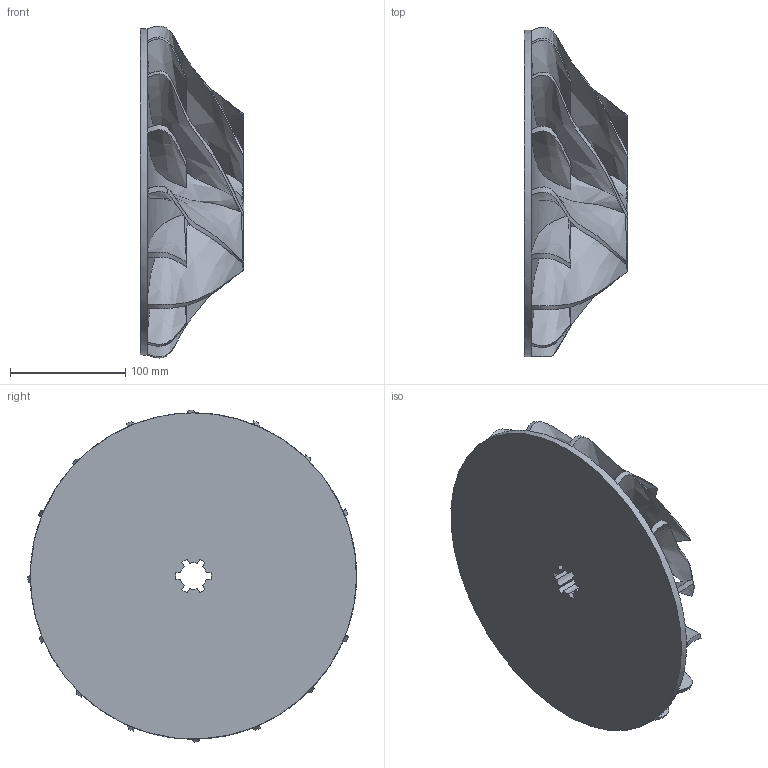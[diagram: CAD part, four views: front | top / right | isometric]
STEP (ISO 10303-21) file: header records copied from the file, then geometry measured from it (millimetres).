
FILE_DESCRIPTION(('FreeCAD Model'),'2;1');
FILE_NAME('Open CASCADE Shape Model','2025-05-03T08:37:01',('FreeCAD'),( 'FreeCAD'),'Open CASCADE STEP processor 7.6','FreeCAD','Unknown');
FILE_SCHEMA(('AUTOMOTIVE_DESIGN { 1 0 10303 214 1 1 1 1 }'));
Length unit declared in the file: millimetre
Products named in the file (1): Open CASCADE STEP translator 7.6 1
Bounding box: 89.98 x 286.09 x 288.59 mm (x, y, z)
Volume: 1212970 mm3; surface area: 319246 mm2
Topology: 1 solids, 1 shells, 136 faces, 385 edges, 244 vertices
Faces by surface type: bspline 136
Entity records: 8817 total; most frequent: CARTESIAN_POINT 6602, ORIENTED_EDGE 754, EDGE_CURVE 377, B_SPLINE_CURVE_WITH_KNOTS 283, VERTEX_POINT 244, FACE_BOUND 139, EDGE_LOOP 139, ADVANCED_FACE 136
